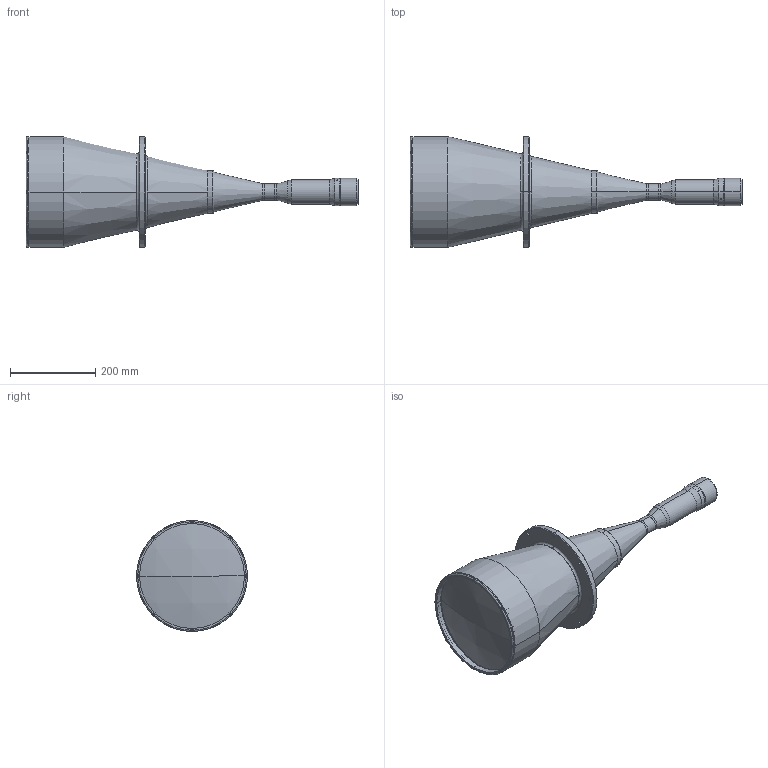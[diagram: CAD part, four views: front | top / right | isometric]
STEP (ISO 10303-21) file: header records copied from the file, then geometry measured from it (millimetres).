
FILE_DESCRIPTION (( 'STEP AP203' ), '1' );
FILE_NAME ('TC16M192-K.step', '2018-11-27T16:27:10', ( '' ), ( '' ), 'SwSTEP 2.0', 'SolidWorks 2018', '' );
FILE_SCHEMA (( 'CONFIG_CONTROL_DESIGN' ));
Length unit declared in the file: millimetre
Products named in the file (1): TC16M192-K
Bounding box: 778.12 x 260 x 260 mm (x, y, z)
Surface area: 489556.4 mm2 (no closed solid volume)
Topology: 0 solids, 20 shells, 201 faces, 610 edges, 427 vertices
Faces by surface type: cylinder 78, plane 65, torus 36, cone 20, sphere 2
Entity records: 7496 total; most frequent: CARTESIAN_POINT 1747, DIRECTION 1294, ORIENTED_EDGE 1006, EDGE_CURVE 610, AXIS2_PLACEMENT_3D 514, VERTEX_POINT 427, CIRCLE 312, LINE 266
